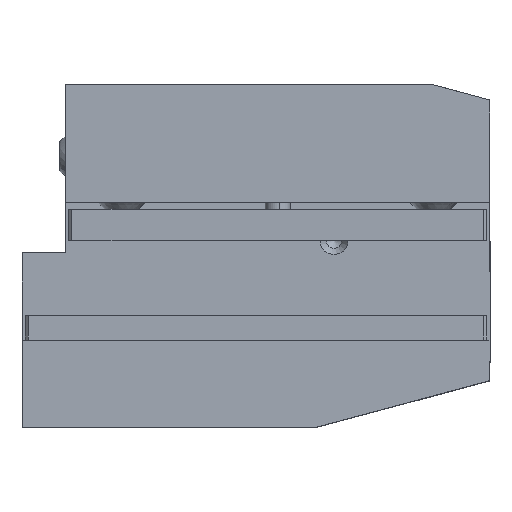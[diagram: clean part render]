
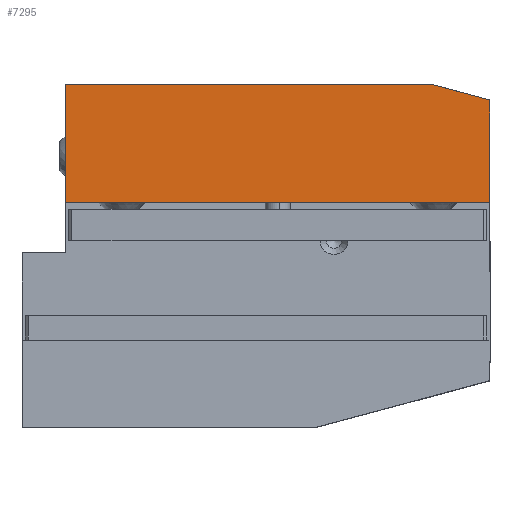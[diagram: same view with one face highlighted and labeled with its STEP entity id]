
A CAD part, top view. The second image highlights one B-rep face of the part: STEP entity #7295.
In plain terms, the highlighted planar face has unit normal (0, 0, 1).
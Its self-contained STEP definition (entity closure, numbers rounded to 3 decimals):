
#567 = VERTEX_POINT ( 'NONE', #1333 ) ;
#1041 = LINE ( 'NONE', #10089, #7324 ) ;
#1126 = VERTEX_POINT ( 'NONE', #9883 ) ;
#1333 = CARTESIAN_POINT ( 'NONE',  ( 48.376, 16.702, 46.19 ) ) ;
#1344 = CARTESIAN_POINT ( 'NONE',  ( 48.376, 16.702, 46.19 ) ) ;
#1656 = LINE ( 'NONE', #1344, #3454 ) ;
#1965 = CARTESIAN_POINT ( 'NONE',  ( -19.624, 0.202, 46.19 ) ) ;
#2258 = VECTOR ( 'NONE', #3529, 1000. ) ;
#2320 = EDGE_LOOP ( 'NONE', ( #4493, #9850, #6982, #6596, #8827 ) ) ;
#2529 = EDGE_CURVE ( 'NONE', #8328, #567, #1656, .T. ) ;
#2602 = CARTESIAN_POINT ( 'NONE',  ( -19.624, 19.202, 46.19 ) ) ;
#3028 = LINE ( 'NONE', #2602, #2258 ) ;
#3200 = LINE ( 'NONE', #3448, #4623 ) ;
#3335 = LINE ( 'NONE', #7252, #3715 ) ;
#3373 = EDGE_CURVE ( 'NONE', #7375, #1126, #3028, .T. ) ;
#3448 = CARTESIAN_POINT ( 'NONE',  ( -26.624, 0.202, 46.19 ) ) ;
#3454 = VECTOR ( 'NONE', #7888, 1000. ) ;
#3529 = DIRECTION ( 'NONE',  ( 0., 1., 0. ) ) ;
#3565 = PLANE ( 'NONE',  #7608 ) ;
#3715 = VECTOR ( 'NONE', #6461, 1000. ) ;
#4280 = DIRECTION ( 'NONE',  ( 1., 0., 0. ) ) ;
#4469 = DIRECTION ( 'NONE',  ( 0., 0., 1. ) ) ;
#4493 = ORIENTED_EDGE ( 'NONE', *, *, #3373, .F. ) ;
#4623 = VECTOR ( 'NONE', #4280, 1000. ) ;
#5958 = DIRECTION ( 'NONE',  ( 0., 1., 0. ) ) ;
#6319 = VERTEX_POINT ( 'NONE', #9566 ) ;
#6461 = DIRECTION ( 'NONE',  ( -1., 0., 0. ) ) ;
#6563 = CARTESIAN_POINT ( 'NONE',  ( 39.046, 19.202, 46.19 ) ) ;
#6578 = FACE_OUTER_BOUND ( 'NONE', #2320, .T. ) ;
#6596 = ORIENTED_EDGE ( 'NONE', *, *, #2529, .F. ) ;
#6873 = DIRECTION ( 'NONE',  ( 1., 0., 0. ) ) ;
#6982 = ORIENTED_EDGE ( 'NONE', *, *, #9491, .T. ) ;
#7252 = CARTESIAN_POINT ( 'NONE',  ( -26.624, 19.202, 46.19 ) ) ;
#7295 = ADVANCED_FACE ( 'NONE', ( #6578 ), #3565, .T. ) ;
#7324 = VECTOR ( 'NONE', #5958, 1000. ) ;
#7375 = VERTEX_POINT ( 'NONE', #1965 ) ;
#7608 = AXIS2_PLACEMENT_3D ( 'NONE', #8614, #4469, #6873 ) ;
#7888 = DIRECTION ( 'NONE',  ( 0.966, -0.259, 0. ) ) ;
#8328 = VERTEX_POINT ( 'NONE', #6563 ) ;
#8614 = CARTESIAN_POINT ( 'NONE',  ( -26.624, -35.798, 46.19 ) ) ;
#8827 = ORIENTED_EDGE ( 'NONE', *, *, #9863, .T. ) ;
#9491 = EDGE_CURVE ( 'NONE', #6319, #567, #1041, .T. ) ;
#9566 = CARTESIAN_POINT ( 'NONE',  ( 48.376, 0.202, 46.19 ) ) ;
#9576 = EDGE_CURVE ( 'NONE', #7375, #6319, #3200, .T. ) ;
#9850 = ORIENTED_EDGE ( 'NONE', *, *, #9576, .T. ) ;
#9863 = EDGE_CURVE ( 'NONE', #8328, #1126, #3335, .T. ) ;
#9883 = CARTESIAN_POINT ( 'NONE',  ( -19.624, 19.202, 46.19 ) ) ;
#10089 = CARTESIAN_POINT ( 'NONE',  ( 48.376, 19.202, 46.19 ) ) ;
